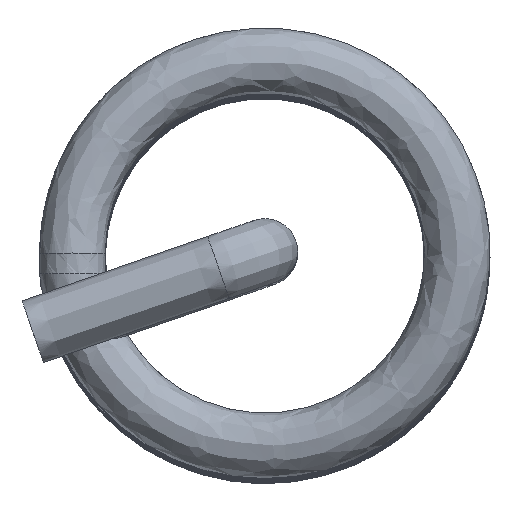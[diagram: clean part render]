
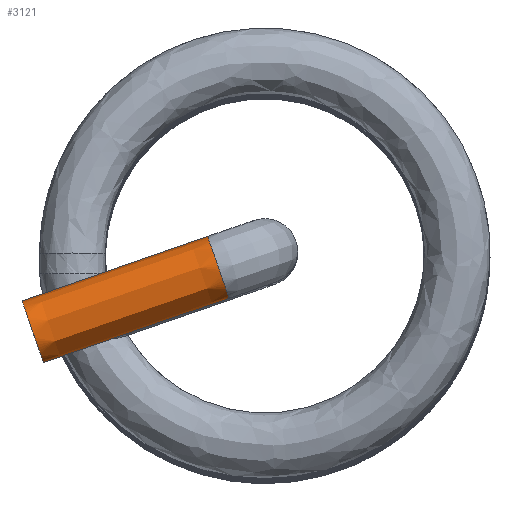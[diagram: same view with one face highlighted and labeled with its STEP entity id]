
A CAD part, top view. The second image highlights one B-rep face of the part: STEP entity #3121.
In plain terms, the highlighted face is a extrusion surface.
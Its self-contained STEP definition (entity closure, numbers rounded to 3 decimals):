
#483=DIRECTION('',(-0.945,-0.328,0.));
#484=VECTOR('',#483,2.4);
#485=CARTESIAN_POINT('',(-0.698,0.181,13.8));
#486=LINE('',#485,#484);
#487=CARTESIAN_POINT('',(-0.436,-0.574,13.8));
#488=CARTESIAN_POINT('',(-0.436,-0.574,
13.846));
#489=CARTESIAN_POINT('',(-0.441,-0.558,
13.939));
#490=CARTESIAN_POINT('',(-0.464,-0.492,
14.063));
#491=CARTESIAN_POINT('',(-0.5,-0.389,
14.153));
#492=CARTESIAN_POINT('',(-0.544,-0.264,
14.202));
#493=CARTESIAN_POINT('',(-0.59,-0.13,
14.202));
#494=CARTESIAN_POINT('',(-0.634,-0.004,
14.153));
#495=CARTESIAN_POINT('',(-0.669,0.099,
14.063));
#496=CARTESIAN_POINT('',(-0.692,0.165,
13.939));
#497=CARTESIAN_POINT('',(-0.698,0.181,
13.846));
#498=CARTESIAN_POINT('',(-0.698,0.181,13.8));
#500=DIRECTION('',(-0.945,-0.328,0.));
#501=VECTOR('',#500,2.4);
#502=CARTESIAN_POINT('',(-0.436,-0.574,13.8));
#503=LINE('',#502,#501);
#504=CARTESIAN_POINT('',(-2.966,-0.605,13.8));
#515=CARTESIAN_POINT('',(-2.703,-1.361,13.8));
#517=CARTESIAN_POINT('',(-2.703,-1.361,13.8));
#518=CARTESIAN_POINT('',(-2.703,-1.361,13.846));
#519=CARTESIAN_POINT('',(-2.709,-1.344,13.939));
#520=CARTESIAN_POINT('',(-2.732,-1.278,14.063));
#521=CARTESIAN_POINT('',(-2.768,-1.175,14.153));
#522=CARTESIAN_POINT('',(-2.811,-1.05,14.202));
#523=CARTESIAN_POINT('',(-2.858,-0.916,
14.202));
#524=CARTESIAN_POINT('',(-2.901,-0.79,
14.153));
#525=CARTESIAN_POINT('',(-2.937,-0.687,
14.063));
#526=CARTESIAN_POINT('',(-2.96,-0.621,
13.939));
#527=CARTESIAN_POINT('',(-2.966,-0.605,
13.846));
#528=CARTESIAN_POINT('',(-2.966,-0.605,13.8));
#2025=VERTEX_POINT('',#504);
#2026=VERTEX_POINT('',#515);
#2033=CARTESIAN_POINT('',(-0.698,0.181,13.8));
#2034=VERTEX_POINT('',#2033);
#2035=CARTESIAN_POINT('',(-0.436,-0.574,13.8));
#2036=VERTEX_POINT('',#2035);
#3096=CARTESIAN_POINT('',(-0.436,-0.573,
13.768));
#3097=CARTESIAN_POINT('',(-0.436,-0.574,
13.779));
#3098=CARTESIAN_POINT('',(-0.435,-0.576,
13.836));
#3099=CARTESIAN_POINT('',(-0.441,-0.558,
13.939));
#3100=CARTESIAN_POINT('',(-0.464,-0.492,
14.063));
#3101=CARTESIAN_POINT('',(-0.5,-0.389,
14.153));
#3102=CARTESIAN_POINT('',(-0.544,-0.264,
14.202));
#3103=CARTESIAN_POINT('',(-0.59,-0.13,
14.202));
#3104=CARTESIAN_POINT('',(-0.634,-0.004,
14.153));
#3105=CARTESIAN_POINT('',(-0.669,0.099,
14.063));
#3106=CARTESIAN_POINT('',(-0.692,0.165,
13.939));
#3107=CARTESIAN_POINT('',(-0.699,0.183,
13.836));
#3108=CARTESIAN_POINT('',(-0.698,0.181,
13.779));
#3109=CARTESIAN_POINT('',(-0.697,0.18,
13.768));
#3111=DIRECTION('',(-0.945,-0.328,0.));
#3112=VECTOR('',#3111,1.);
#3113=SURFACE_OF_LINEAR_EXTRUSION('',#3110,#3112);
#3114=ORIENTED_EDGE('',*,*,#3034,.F.);
#3115=ORIENTED_EDGE('',*,*,#3091,.T.);
#3117=ORIENTED_EDGE('',*,*,#3116,.T.);
#3118=ORIENTED_EDGE('',*,*,#3087,.F.);
#3119=EDGE_LOOP('',(#3114,#3115,#3117,#3118));
#3120=FACE_OUTER_BOUND('',#3119,.F.);
#499=B_SPLINE_CURVE_WITH_KNOTS('',3,(#487,#488,#489,#490,#491,#492,#493,#494,
#495,#496,#497,#498),.UNSPECIFIED.,.F.,.F.,(4,1,1,1,1,1,1,1,1,4),(0.,
0.111,0.222,0.333,0.444,
0.556,0.667,0.778,0.889,1.),
.UNSPECIFIED.);
#529=B_SPLINE_CURVE_WITH_KNOTS('',3,(#517,#518,#519,#520,#521,#522,#523,#524,
#525,#526,#527,#528),.UNSPECIFIED.,.F.,.F.,(4,1,1,1,1,1,1,1,1,4),(0.,
0.111,0.222,0.333,0.444,
0.556,0.667,0.778,0.889,1.),
.UNSPECIFIED.);
#3034=EDGE_CURVE('',#2036,#2034,#499,.T.);
#3087=EDGE_CURVE('',#2034,#2025,#486,.T.);
#3091=EDGE_CURVE('',#2036,#2026,#503,.T.);
#3110=B_SPLINE_CURVE_WITH_KNOTS('',3,(#3096,#3097,#3098,#3099,#3100,#3101,#3102,
#3103,#3104,#3105,#3106,#3107,#3108,#3109),.UNSPECIFIED.,.F.,.F.,(4,1,1,1,1,1,1,
1,1,1,1,4),(0.,0.024,0.13,0.236,
0.342,0.447,0.553,0.659,
0.764,0.87,0.976,1.),.UNSPECIFIED.);
#3116=EDGE_CURVE('',#2026,#2025,#529,.T.);
#3121=ADVANCED_FACE('',(#3120),#3113,.T.);
